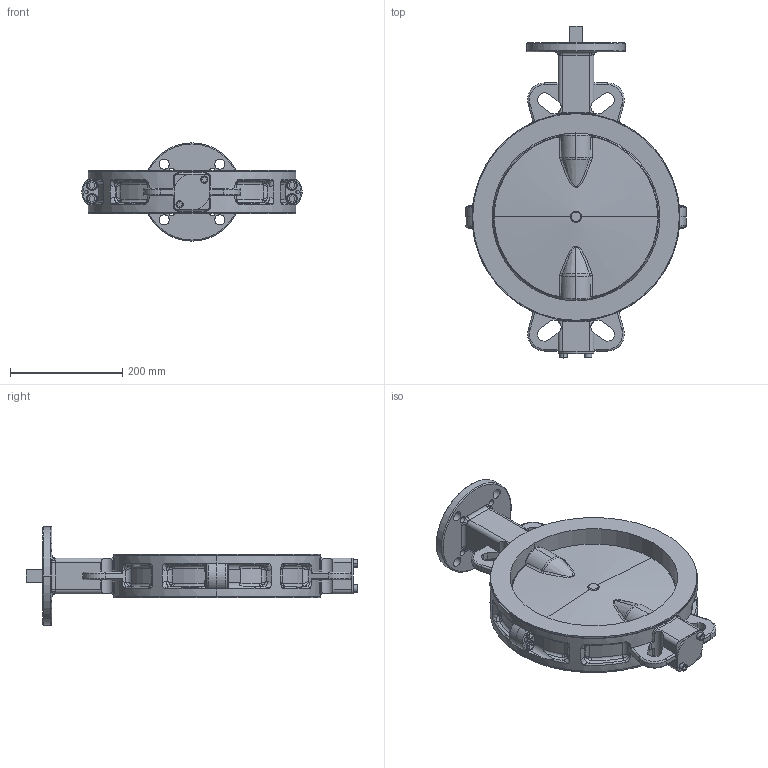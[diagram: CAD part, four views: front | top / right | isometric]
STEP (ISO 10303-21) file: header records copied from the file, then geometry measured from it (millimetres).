
FILE_DESCRIPTION (( 'STEP AP214' ), '1' );
FILE_NAME ('AS-W1-1200-PMR-XA.step', '2019-08-26T11:40:19', ( '' ), ( '' ), 'SwSTEP 2.0', 'SolidWorks 2019', '' );
FILE_SCHEMA (( 'AUTOMOTIVE_DESIGN' ));
Length unit declared in the file: inch
Products named in the file (2): AS-W1-1200-PMR-XA
Bounding box: 392.05 x 591 x 175 mm (x, y, z)
Surface area: 611207.3 mm2 (no closed solid volume)
Topology: 0 solids, 19 shells, 596 faces, 1609 edges, 987 vertices
Faces by surface type: cylinder 159, bspline 151, plane 127, torus 89, cone 70
Entity records: 36224 total; most frequent: CARTESIAN_POINT 14702, ORIENTED_EDGE 2967, DIRECTION 2694, EDGE_CURVE 1585, AXIS2_PLACEMENT_3D 1099, VERTEX_POINT 987, CIRCLE 652, EDGE_LOOP 634
